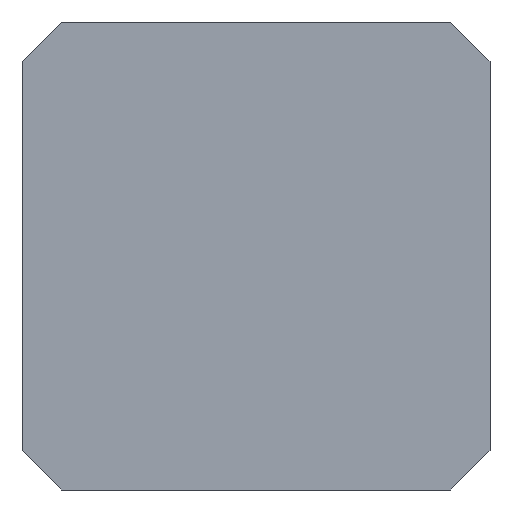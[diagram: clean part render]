
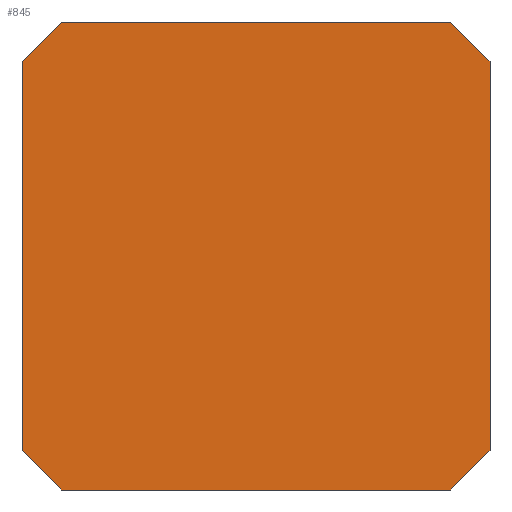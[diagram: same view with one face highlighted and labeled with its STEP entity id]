
A CAD part, front view. The second image highlights one B-rep face of the part: STEP entity #845.
In plain terms, the highlighted planar face has unit normal (0, -1, 0).
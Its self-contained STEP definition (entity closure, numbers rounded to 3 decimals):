
#31=LINE('',#1207,#121);
#35=LINE('',#1216,#125);
#38=LINE('',#1228,#128);
#41=LINE('',#1234,#131);
#44=LINE('',#1244,#134);
#47=LINE('',#1250,#137);
#50=LINE('',#1262,#140);
#53=LINE('',#1268,#143);
#121=VECTOR('',#977,1000.);
#125=VECTOR('',#983,1000.);
#128=VECTOR('',#994,1000.);
#131=VECTOR('',#999,1000.);
#134=VECTOR('',#1008,1000.);
#137=VECTOR('',#1013,1000.);
#140=VECTOR('',#1024,1000.);
#143=VECTOR('',#1029,1000.);
#269=ORIENTED_EDGE('',*,*,#433,.F.);
#270=ORIENTED_EDGE('',*,*,#463,.F.);
#271=ORIENTED_EDGE('',*,*,#460,.F.);
#272=ORIENTED_EDGE('',*,*,#454,.F.);
#273=ORIENTED_EDGE('',*,*,#451,.F.);
#274=ORIENTED_EDGE('',*,*,#446,.F.);
#275=ORIENTED_EDGE('',*,*,#443,.F.);
#276=ORIENTED_EDGE('',*,*,#437,.F.);
#433=EDGE_CURVE('',#543,#544,#31,.T.);
#437=EDGE_CURVE('',#544,#547,#35,.T.);
#443=EDGE_CURVE('',#547,#552,#38,.T.);
#446=EDGE_CURVE('',#552,#554,#41,.T.);
#451=EDGE_CURVE('',#554,#558,#44,.T.);
#454=EDGE_CURVE('',#558,#560,#47,.T.);
#460=EDGE_CURVE('',#560,#565,#50,.T.);
#463=EDGE_CURVE('',#565,#543,#53,.T.);
#543=VERTEX_POINT('',#1208);
#544=VERTEX_POINT('',#1209);
#547=VERTEX_POINT('',#1217);
#552=VERTEX_POINT('',#1229);
#554=VERTEX_POINT('',#1235);
#558=VERTEX_POINT('',#1245);
#560=VERTEX_POINT('',#1251);
#565=VERTEX_POINT('',#1263);
#661=EDGE_LOOP('',(#269,#270,#271,#272,#273,#274,#275,#276));
#739=FACE_BOUND('',#661,.T.);
#806=PLANE('',#918);
#845=ADVANCED_FACE('',(#739),#806,.F.);
#918=AXIS2_PLACEMENT_3D('',#1287,#1041,#1042);
#977=DIRECTION('',(0.,0.,1.));
#983=DIRECTION('',(0.707,0.,0.707));
#994=DIRECTION('',(1.,0.,0.));
#999=DIRECTION('',(0.707,0.,-0.707));
#1008=DIRECTION('',(0.,0.,-1.));
#1013=DIRECTION('',(-0.707,0.,-0.707));
#1024=DIRECTION('',(-1.,0.,0.));
#1029=DIRECTION('',(-0.707,0.,0.707));
#1041=DIRECTION('',(0.,1.,0.));
#1042=DIRECTION('',(0.,0.,1.));
#1207=CARTESIAN_POINT('',(-25.,0.,-20.757));
#1208=CARTESIAN_POINT('',(-25.,0.,-20.757));
#1209=CARTESIAN_POINT('',(-25.,0.,20.757));
#1216=CARTESIAN_POINT('',(-25.,0.,20.757));
#1217=CARTESIAN_POINT('',(-20.757,0.,25.));
#1228=CARTESIAN_POINT('',(-20.757,0.,25.));
#1229=CARTESIAN_POINT('',(20.757,0.,25.));
#1234=CARTESIAN_POINT('',(20.757,0.,25.));
#1235=CARTESIAN_POINT('',(25.,0.,20.757));
#1244=CARTESIAN_POINT('',(25.,0.,20.757));
#1245=CARTESIAN_POINT('',(25.,0.,-20.757));
#1250=CARTESIAN_POINT('',(25.,0.,-20.757));
#1251=CARTESIAN_POINT('',(20.757,0.,-25.));
#1262=CARTESIAN_POINT('',(20.757,0.,-25.));
#1263=CARTESIAN_POINT('',(-20.757,0.,-25.));
#1268=CARTESIAN_POINT('',(-20.757,0.,-25.));
#1287=CARTESIAN_POINT('',(0.,0.,0.));
